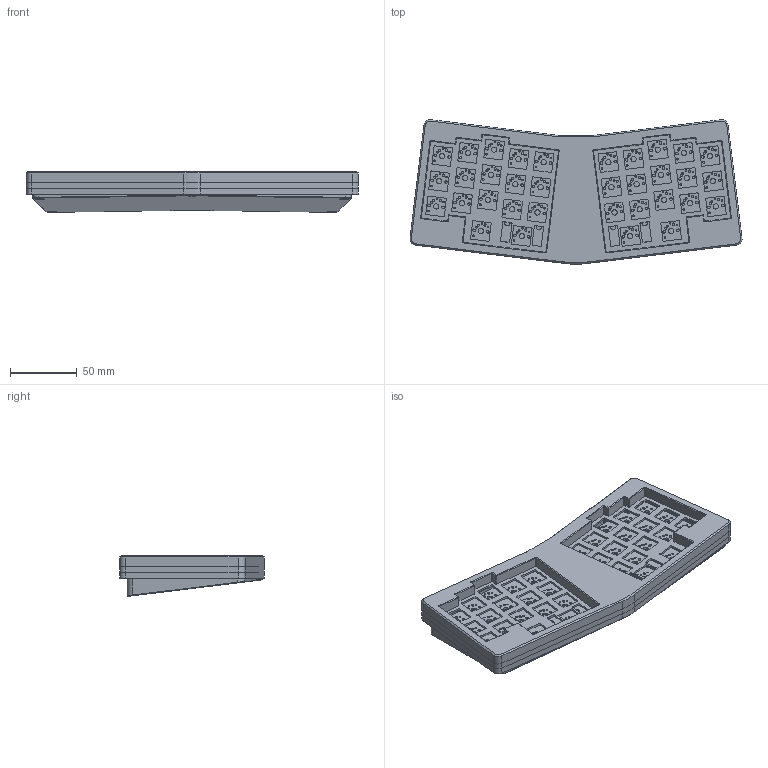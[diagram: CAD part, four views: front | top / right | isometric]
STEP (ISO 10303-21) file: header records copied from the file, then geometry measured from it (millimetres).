
FILE_DESCRIPTION(/* description */ (''),/* implementation_level */ '2;1');
FILE_NAME(/* name */ 'Le Chiffre New 2021.step',/* time_stamp */ '2021-08-06T08:28:16-05:00',/* author */ (''),/* organization */ (''),/* preprocessor_version */ 'ST-DEVELOPER v18.1',/* originating_system */ 'Autodesk Translation Framework v10.9.0.1377',/* authorisation */ '');
FILE_SCHEMA (('AUTOMOTIVE_DESIGN { 1 0 10303 214 3 1 1 }'));
Products named in the file (31): Le Chiffre P3D; ErgoBoard; R_0805_2012Metric; R_0805_2012Metric_1; PinSocket_1x04_P2; SOLID (4); Crystal_SMD_3225-4Pin_3.2x2; SOLID (1); SW_SPST_TL3342; SOLID (5); R_0805_2012Metric_2; D_0805_2012Metric; SOLID (3); C_0603_1608Metric; C_0603_1608Metric_1; C_0603_1608Metric_2; C_0603_1608Metric_3; C_0603_1608Metric_4; C_0603_1608Metric_5; C_0603_1608Metric_6; C_0603_1608Metric_7; SOLID (2); R_0805_2012Metric_3; R_0805_2012Metric_4; R_0805_2012Metric_5; R_0805_2012Metric_6; R_0805_2012Metric_7; R_0805_2012Metric_8; SOLID; COMPOUND; HRO  TYPE-C-31-M-12
Assembly tree (45 placements, depth 4):
  Le Chiffre P3D
    ErgoBoard
      R_0805_2012Metric
        SOLID
      R_0805_2012Metric_1
        SOLID
      PinSocket_1x04_P2
        SOLID (4)
      Crystal_SMD_3225-4Pin_3.2x2
        SOLID (1)
      SW_SPST_TL3342
        SOLID (5)
      R_0805_2012Metric_2
        SOLID
      D_0805_2012Metric
        SOLID (3)
      C_0603_1608Metric
        SOLID (2)
      C_0603_1608Metric_1
        SOLID (2)
      C_0603_1608Metric_2
        SOLID (2)
      C_0603_1608Metric_3
        SOLID (2)
      C_0603_1608Metric_4
        SOLID (2)
      C_0603_1608Metric_5
        SOLID (2)
      C_0603_1608Metric_6
        SOLID (2)
      C_0603_1608Metric_7
        SOLID (2)
      R_0805_2012Metric_3
        SOLID
      R_0805_2012Metric_4
        SOLID
      R_0805_2012Metric_5
        SOLID
      R_0805_2012Metric_6
        SOLID
      R_0805_2012Metric_7
        SOLID
      R_0805_2012Metric_8
        SOLID
      COMPOUND
    HRO  TYPE-C-31-M-12
Bounding box: 249.63 x 108.68 x 30.6 mm (x, y, z)
Volume: 314543.9 mm3; surface area: 168300.5 mm2
Topology: 27 solids, 28 shells, 2135 faces, 5852 edges, 3819 vertices
Faces by surface type: plane 1081, cylinder 953, cone 63, bspline 37, torus 1
Full cylindrical faces by diameter (mm): 0.5 x2, 0.65 x2, 1 x12, 1.2 x105, 1.47 x70, 2 x1, 2.2 x14, 2.7 x5, 3.048 x4, 3.988 x39, 6 x4
Entity records: 61754 total; most frequent: CARTESIAN_POINT 13393, DIRECTION 9887, ORIENTED_EDGE 9588, EDGE_CURVE 4794, AXIS2_PLACEMENT_3D 3427, VERTEX_POINT 3131, LINE 3033, VECTOR 3033
